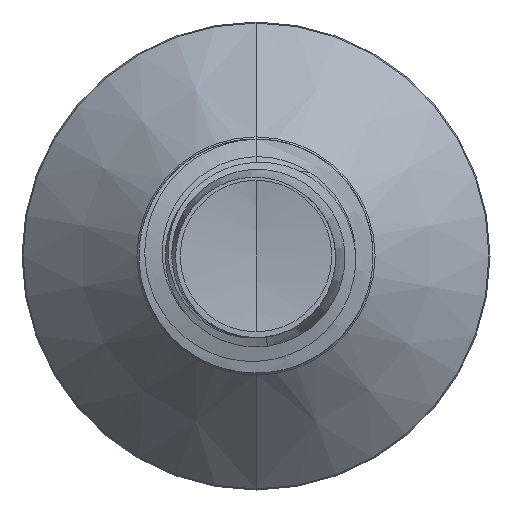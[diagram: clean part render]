
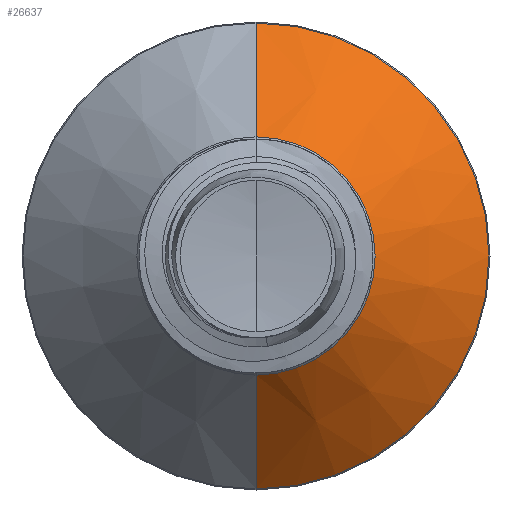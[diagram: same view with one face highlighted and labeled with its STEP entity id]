
A CAD part, front view. The second image highlights one B-rep face of the part: STEP entity #26637.
In plain terms, the highlighted conical face has half-angle 45 degrees and reference radius 1.782 mm.
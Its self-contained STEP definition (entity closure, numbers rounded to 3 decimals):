
#1401 = ORIENTED_EDGE ( 'NONE', *, *, #8814, .F. ) ;
#1938 = EDGE_CURVE ( 'NONE', #8898, #8410, #16434, .T. ) ;
#4601 = VERTEX_POINT ( 'NONE', #21287 ) ;
#4830 = CONICAL_SURFACE ( 'NONE', #25717, 1.782, 0.785 ) ;
#5144 = AXIS2_PLACEMENT_3D ( 'NONE', #12254, #31419, #15047 ) ;
#5691 = FACE_OUTER_BOUND ( 'NONE', #18289, .T. ) ;
#8410 = VERTEX_POINT ( 'NONE', #16616 ) ;
#8814 = EDGE_CURVE ( 'NONE', #8410, #16533, #10309, .T. ) ;
#8898 = VERTEX_POINT ( 'NONE', #20332 ) ;
#9324 = CARTESIAN_POINT ( 'NONE',  ( 0., 19.335, 0. ) ) ;
#9753 = AXIS2_PLACEMENT_3D ( 'NONE', #9324, #28545, #12104 ) ;
#10080 = VECTOR ( 'NONE', #32508, 1000. ) ;
#10309 = CIRCLE ( 'NONE', #9753, 3.485 ) ;
#10953 = LINE ( 'NONE', #16150, #10080 ) ;
#12104 = DIRECTION ( 'NONE',  ( 0., 0., 1. ) ) ;
#12254 = CARTESIAN_POINT ( 'NONE',  ( 0., 17.632, 0. ) ) ;
#13581 = ORIENTED_EDGE ( 'NONE', *, *, #15759, .T. ) ;
#15047 = DIRECTION ( 'NONE',  ( 0., 0., 1. ) ) ;
#15759 = EDGE_CURVE ( 'NONE', #8898, #4601, #33891, .T. ) ;
#16150 = CARTESIAN_POINT ( 'NONE',  ( 0., 17.632, -1.782 ) ) ;
#16434 = LINE ( 'NONE', #23715, #25417 ) ;
#16533 = VERTEX_POINT ( 'NONE', #22637 ) ;
#16616 = CARTESIAN_POINT ( 'NONE',  ( 0., 19.335, 3.485 ) ) ;
#18289 = EDGE_LOOP ( 'NONE', ( #13581, #20862, #1401, #31980 ) ) ;
#19951 = DIRECTION ( 'NONE',  ( 0., 0., 1. ) ) ;
#20229 = EDGE_CURVE ( 'NONE', #4601, #16533, #10953, .T. ) ;
#20332 = CARTESIAN_POINT ( 'NONE',  ( 0., 17.632, 1.782 ) ) ;
#20862 = ORIENTED_EDGE ( 'NONE', *, *, #20229, .T. ) ;
#21287 = CARTESIAN_POINT ( 'NONE',  ( 0., 17.632, -1.782 ) ) ;
#21520 = DIRECTION ( 'NONE',  ( 0., 0.707, 0.707 ) ) ;
#22637 = CARTESIAN_POINT ( 'NONE',  ( 0., 19.335, -3.485 ) ) ;
#22827 = DIRECTION ( 'NONE',  ( 0., 1., 0. ) ) ;
#23715 = CARTESIAN_POINT ( 'NONE',  ( 0., 17.632, 1.782 ) ) ;
#25417 = VECTOR ( 'NONE', #21520, 1000. ) ;
#25430 = CARTESIAN_POINT ( 'NONE',  ( 0., 17.632, 0. ) ) ;
#25717 = AXIS2_PLACEMENT_3D ( 'NONE', #25430, #22827, #19951 ) ;
#26637 = ADVANCED_FACE ( 'NONE', ( #5691 ), #4830, .T. ) ;
#28545 = DIRECTION ( 'NONE',  ( 0., 1., 0. ) ) ;
#31419 = DIRECTION ( 'NONE',  ( 0., 1., 0. ) ) ;
#31980 = ORIENTED_EDGE ( 'NONE', *, *, #1938, .F. ) ;
#32508 = DIRECTION ( 'NONE',  ( 0., 0.707, -0.707 ) ) ;
#33891 = CIRCLE ( 'NONE', #5144, 1.782 ) ;
